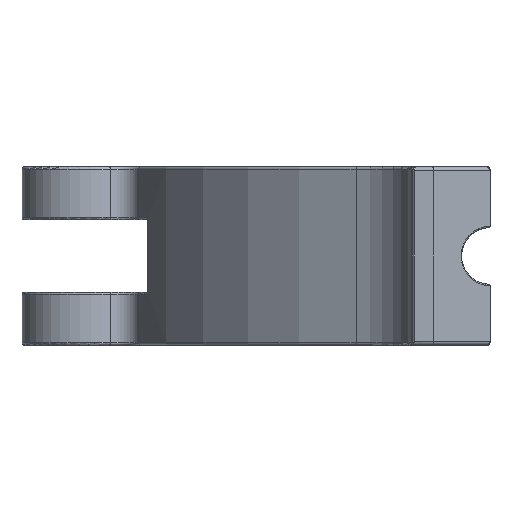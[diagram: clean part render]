
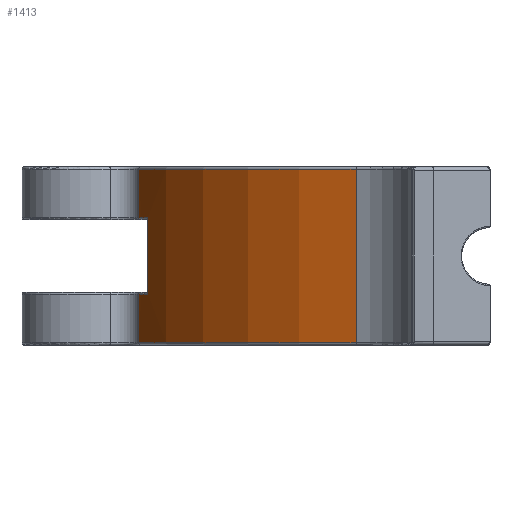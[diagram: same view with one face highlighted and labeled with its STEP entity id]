
A CAD part, front view. The second image highlights one B-rep face of the part: STEP entity #1413.
In plain terms, the highlighted cylindrical face has radius 47 mm (diameter 94 mm), a partial arc.
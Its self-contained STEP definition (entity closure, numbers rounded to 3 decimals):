
#189 = CIRCLE ( 'NONE', #1246, 47. ) ;
#210 = VERTEX_POINT ( 'NONE', #3301 ) ;
#258 = DIRECTION ( 'NONE',  ( 1., 0., 0. ) ) ;
#387 = ORIENTED_EDGE ( 'NONE', *, *, #1184, .T. ) ;
#389 = CARTESIAN_POINT ( 'NONE',  ( -43.839, -16.946, 22. ) ) ;
#395 = CARTESIAN_POINT ( 'NONE',  ( -42.741, -19.551, 15.694 ) ) ;
#420 = DIRECTION ( 'NONE',  ( 0., 0., -1. ) ) ;
#425 = CARTESIAN_POINT ( 'NONE',  ( -42.729, -19.577, 15.64 ) ) ;
#480 = LINE ( 'NONE', #389, #2513 ) ;
#552 = CARTESIAN_POINT ( 'NONE',  ( -42.743, -19.545, 6.3 ) ) ;
#561 = CARTESIAN_POINT ( 'NONE',  ( -42.725, -19.585, 22. ) ) ;
#708 = VECTOR ( 'NONE', #3230, 1000. ) ;
#769 = LINE ( 'NONE', #6338, #708 ) ;
#1089 = CARTESIAN_POINT ( 'NONE',  ( -43.839, -16.946, 0.3 ) ) ;
#1184 = EDGE_CURVE ( 'NONE', #5339, #1374, #3910, .T. ) ;
#1246 = AXIS2_PLACEMENT_3D ( 'NONE', #5686, #2581, #3633 ) ;
#1374 = VERTEX_POINT ( 'NONE', #552 ) ;
#1406 = CARTESIAN_POINT ( 'NONE',  ( -42.725, -19.585, 6.419 ) ) ;
#1413 = ADVANCED_FACE ( 'NONE', ( #5283 ), #6312, .T. ) ;
#1461 = CARTESIAN_POINT ( 'NONE',  ( -42.725, -19.585, 15.601 ) ) ;
#1473 = AXIS2_PLACEMENT_3D ( 'NONE', #6385, #4791, #258 ) ;
#1586 = EDGE_CURVE ( 'NONE', #6138, #6487, #480, .T. ) ;
#1675 = CIRCLE ( 'NONE', #1783, 47. ) ;
#1719 = CARTESIAN_POINT ( 'NONE',  ( 0., 0., 22. ) ) ;
#1783 = AXIS2_PLACEMENT_3D ( 'NONE', #3293, #4368, #2391 ) ;
#1807 = ORIENTED_EDGE ( 'NONE', *, *, #3174, .T. ) ;
#1830 = CARTESIAN_POINT ( 'NONE',  ( -42.725, -19.585, 15.581 ) ) ;
#2174 = CARTESIAN_POINT ( 'NONE',  ( -43.839, -16.946, 15.7 ) ) ;
#2391 = DIRECTION ( 'NONE',  ( -1., 0., 0. ) ) ;
#2513 = VECTOR ( 'NONE', #420, 1000. ) ;
#2517 = CARTESIAN_POINT ( 'NONE',  ( -42.743, -19.545, 15.7 ) ) ;
#2562 = DIRECTION ( 'NONE',  ( 0., 0., -1. ) ) ;
#2581 = DIRECTION ( 'NONE',  ( 0., 0., 1. ) ) ;
#2711 = DIRECTION ( 'NONE',  ( -1., 0., 0. ) ) ;
#2830 = DIRECTION ( 'NONE',  ( 0., 0., -1. ) ) ;
#2906 = CARTESIAN_POINT ( 'NONE',  ( -42.725, -19.585, 6.419 ) ) ;
#2932 = ORIENTED_EDGE ( 'NONE', *, *, #5674, .T. ) ;
#2945 = CARTESIAN_POINT ( 'NONE',  ( -43.839, -16.946, 21.7 ) ) ;
#3011 = CARTESIAN_POINT ( 'NONE',  ( -42.737, -19.558, 15.684 ) ) ;
#3096 = DIRECTION ( 'NONE',  ( 1., 0., 0. ) ) ;
#3105 = VERTEX_POINT ( 'NONE', #1089 ) ;
#3174 = EDGE_CURVE ( 'NONE', #3105, #210, #189, .T. ) ;
#3191 = VERTEX_POINT ( 'NONE', #3206 ) ;
#3206 = CARTESIAN_POINT ( 'NONE',  ( -43.839, -16.946, 6.3 ) ) ;
#3212 = ORIENTED_EDGE ( 'NONE', *, *, #6074, .T. ) ;
#3230 = DIRECTION ( 'NONE',  ( 0., 0., -1. ) ) ;
#3293 = CARTESIAN_POINT ( 'NONE',  ( 0., 0., 6.3 ) ) ;
#3301 = CARTESIAN_POINT ( 'NONE',  ( -17.017, -43.811, 0.3 ) ) ;
#3378 = EDGE_CURVE ( 'NONE', #6487, #5880, #3992, .T. ) ;
#3396 = CARTESIAN_POINT ( 'NONE',  ( -43.839, -16.946, 22. ) ) ;
#3438 = CARTESIAN_POINT ( 'NONE',  ( -42.725, -19.585, 15.581 ) ) ;
#3463 = EDGE_CURVE ( 'NONE', #4350, #210, #769, .T. ) ;
#3482 = ORIENTED_EDGE ( 'NONE', *, *, #6165, .T. ) ;
#3577 = CARTESIAN_POINT ( 'NONE',  ( -42.726, -19.583, 15.621 ) ) ;
#3633 = DIRECTION ( 'NONE',  ( 1., 0., 0. ) ) ;
#3703 = CARTESIAN_POINT ( 'NONE',  ( -17.017, -43.811, 21.7 ) ) ;
#3717 = CARTESIAN_POINT ( 'NONE',  ( -42.743, -19.545, 15.7 ) ) ;
#3910 = B_SPLINE_CURVE_WITH_KNOTS ( 'NONE', 3,
 ( #2906, #3968, #6421, #5026 ),
 .UNSPECIFIED., .F., .F.,
 ( 4, 4 ),
 ( 0., 0. ),
 .UNSPECIFIED. ) ;
#3968 = CARTESIAN_POINT ( 'NONE',  ( -42.725, -19.585, 6.375 ) ) ;
#3970 = CARTESIAN_POINT ( 'NONE',  ( -42.739, -19.555, 15.689 ) ) ;
#3992 = CIRCLE ( 'NONE', #5571, 47. ) ;
#4036 = CARTESIAN_POINT ( 'NONE',  ( -42.743, -19.547, 15.699 ) ) ;
#4044 = LINE ( 'NONE', #561, #5361 ) ;
#4090 = CARTESIAN_POINT ( 'NONE',  ( 0., 0., 15.7 ) ) ;
#4114 = ORIENTED_EDGE ( 'NONE', *, *, #6333, .T. ) ;
#4212 = VECTOR ( 'NONE', #2830, 1000. ) ;
#4350 = VERTEX_POINT ( 'NONE', #3703 ) ;
#4368 = DIRECTION ( 'NONE',  ( 0., 0., -1. ) ) ;
#4480 = LINE ( 'NONE', #3396, #4212 ) ;
#4519 = EDGE_LOOP ( 'NONE', ( #6390, #3212, #6325, #6507, #3482, #2932, #387, #5733, #4114, #1807 ) ) ;
#4791 = DIRECTION ( 'NONE',  ( 0., 0., -1. ) ) ;
#4801 = VERTEX_POINT ( 'NONE', #1830 ) ;
#4925 = CARTESIAN_POINT ( 'NONE',  ( -42.743, -19.546, 15.699 ) ) ;
#4994 = CARTESIAN_POINT ( 'NONE',  ( -42.733, -19.567, 15.671 ) ) ;
#5026 = CARTESIAN_POINT ( 'NONE',  ( -42.743, -19.545, 6.3 ) ) ;
#5028 = CARTESIAN_POINT ( 'NONE',  ( -42.731, -19.573, 15.655 ) ) ;
#5064 = CIRCLE ( 'NONE', #1473, 47. ) ;
#5283 = FACE_OUTER_BOUND ( 'NONE', #4519, .T. ) ;
#5339 = VERTEX_POINT ( 'NONE', #1406 ) ;
#5361 = VECTOR ( 'NONE', #2562, 1000. ) ;
#5571 = AXIS2_PLACEMENT_3D ( 'NONE', #4090, #6113, #3096 ) ;
#5638 = EDGE_CURVE ( 'NONE', #1374, #3191, #1675, .T. ) ;
#5674 = EDGE_CURVE ( 'NONE', #4801, #5339, #4044, .T. ) ;
#5686 = CARTESIAN_POINT ( 'NONE',  ( 0., 0., 0.3 ) ) ;
#5720 = AXIS2_PLACEMENT_3D ( 'NONE', #1719, #5820, #2711 ) ;
#5733 = ORIENTED_EDGE ( 'NONE', *, *, #5638, .T. ) ;
#5820 = DIRECTION ( 'NONE',  ( 0., 0., -1. ) ) ;
#5880 = VERTEX_POINT ( 'NONE', #3717 ) ;
#6074 = EDGE_CURVE ( 'NONE', #4350, #6138, #5064, .T. ) ;
#6113 = DIRECTION ( 'NONE',  ( 0., 0., 1. ) ) ;
#6138 = VERTEX_POINT ( 'NONE', #2945 ) ;
#6161 = B_SPLINE_CURVE_WITH_KNOTS ( 'NONE', 3,
 ( #2517, #4925, #4036, #6486, #395, #3970, #3011, #4994, #5028, #425, #3577, #1461, #3438 ),
 .UNSPECIFIED., .F., .F.,
 ( 4, 3, 3, 3, 4 ),
 ( 0., 0., 0., 0., 0. ),
 .UNSPECIFIED. ) ;
#6165 = EDGE_CURVE ( 'NONE', #5880, #4801, #6161, .T. ) ;
#6312 = CYLINDRICAL_SURFACE ( 'NONE', #5720, 47. ) ;
#6325 = ORIENTED_EDGE ( 'NONE', *, *, #1586, .T. ) ;
#6333 = EDGE_CURVE ( 'NONE', #3191, #3105, #4480, .T. ) ;
#6338 = CARTESIAN_POINT ( 'NONE',  ( -17.017, -43.811, 22. ) ) ;
#6385 = CARTESIAN_POINT ( 'NONE',  ( 0., 0., 21.7 ) ) ;
#6390 = ORIENTED_EDGE ( 'NONE', *, *, #3463, .F. ) ;
#6421 = CARTESIAN_POINT ( 'NONE',  ( -42.731, -19.573, 6.331 ) ) ;
#6486 = CARTESIAN_POINT ( 'NONE',  ( -42.742, -19.547, 15.698 ) ) ;
#6487 = VERTEX_POINT ( 'NONE', #2174 ) ;
#6507 = ORIENTED_EDGE ( 'NONE', *, *, #3378, .T. ) ;
